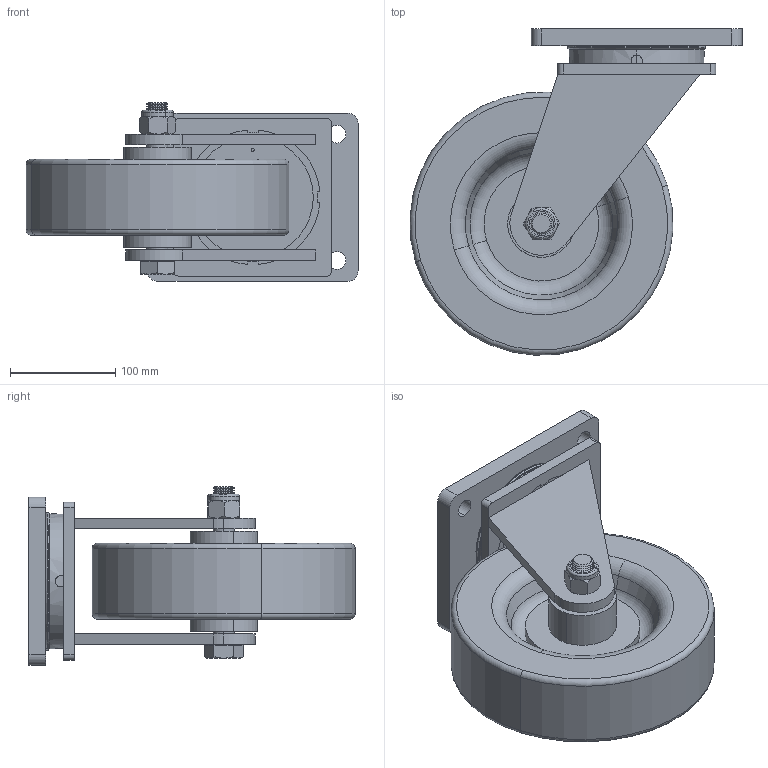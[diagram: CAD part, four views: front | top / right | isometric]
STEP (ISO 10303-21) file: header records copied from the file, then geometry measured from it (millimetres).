
FILE_DESCRIPTION (( 'STEP AP203' ), '1' );
FILE_NAME ('S10908.STEP', '2020-02-24T19:17:46', ( '' ), ( '' ), 'SwSTEP 2.0', 'SolidWorks 2013', '' );
FILE_SCHEMA (( 'CONFIG_CONTROL_DESIGN' ));
Length unit declared in the file: millimetre
Products named in the file (1): S10908
Bounding box: 315.32 x 309.82 x 170 mm (x, y, z)
Volume: 4059940.1 mm3; surface area: 526683.9 mm2
Topology: 18 solids, 18 shells, 777 faces, 2249 edges, 1430 vertices
Faces by surface type: cylinder 250, torus 168, plane 165, cone 102, sphere 84, bspline 8
Entity records: 30294 total; most frequent: CARTESIAN_POINT 10041, ORIENTED_EDGE 4370, DIRECTION 4327, EDGE_CURVE 2185, AXIS2_PLACEMENT_3D 1916, VERTEX_POINT 1398, CIRCLE 1146, EDGE_LOOP 889
